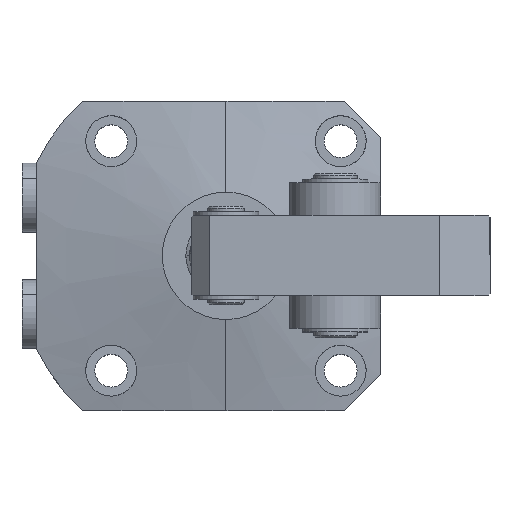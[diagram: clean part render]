
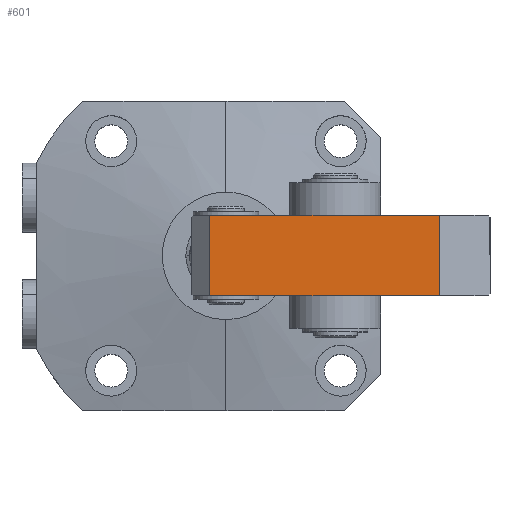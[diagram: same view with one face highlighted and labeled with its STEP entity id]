
A CAD part, top view. The second image highlights one B-rep face of the part: STEP entity #601.
In plain terms, the highlighted planar face has unit normal (0, 0, 1).
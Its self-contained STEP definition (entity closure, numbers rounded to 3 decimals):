
#275 = CARTESIAN_POINT ( 'NONE',  ( 5., 11., 32. ) ) ;
#601 = ADVANCED_FACE ( 'NONE', ( #3820 ), #3467, .T. ) ;
#1533 = VECTOR ( 'NONE', #4699, 1000. ) ;
#1686 = EDGE_CURVE ( 'NONE', #9232, #10620, #11549, .T. ) ;
#1894 = ORIENTED_EDGE ( 'NONE', *, *, #5632, .F. ) ;
#2024 = EDGE_CURVE ( 'NONE', #6520, #9232, #3231, .T. ) ;
#2921 = LINE ( 'NONE', #4431, #5209 ) ;
#3231 = LINE ( 'NONE', #8980, #5205 ) ;
#3317 = DIRECTION ( 'NONE',  ( 1., 0., 0. ) ) ;
#3331 = DIRECTION ( 'NONE',  ( 0., 0., 1. ) ) ;
#3333 = CARTESIAN_POINT ( 'NONE',  ( 41., 0., 32. ) ) ;
#3467 = PLANE ( 'NONE',  #9928 ) ;
#3751 = VECTOR ( 'NONE', #7514, 1000. ) ;
#3820 = FACE_OUTER_BOUND ( 'NONE', #11997, .T. ) ;
#4233 = ORIENTED_EDGE ( 'NONE', *, *, #7317, .T. ) ;
#4431 = CARTESIAN_POINT ( 'NONE',  ( 5., 0., 32. ) ) ;
#4699 = DIRECTION ( 'NONE',  ( 0., 1., 0. ) ) ;
#5205 = VECTOR ( 'NONE', #10664, 1000. ) ;
#5209 = VECTOR ( 'NONE', #7269, 1000. ) ;
#5267 = CARTESIAN_POINT ( 'NONE',  ( 68.144, 0., 32. ) ) ;
#5632 = EDGE_CURVE ( 'NONE', #6360, #10620, #9038, .T. ) ;
#6171 = ORIENTED_EDGE ( 'NONE', *, *, #1686, .T. ) ;
#6342 = CARTESIAN_POINT ( 'NONE',  ( 5., -11., 32. ) ) ;
#6360 = VERTEX_POINT ( 'NONE', #275 ) ;
#6520 = VERTEX_POINT ( 'NONE', #6342 ) ;
#6552 = CARTESIAN_POINT ( 'NONE',  ( 68.144, -11., 32. ) ) ;
#6605 = CARTESIAN_POINT ( 'NONE',  ( 0.5, 11., 32. ) ) ;
#7269 = DIRECTION ( 'NONE',  ( 0., -1., 0. ) ) ;
#7317 = EDGE_CURVE ( 'NONE', #6360, #6520, #2921, .T. ) ;
#7514 = DIRECTION ( 'NONE',  ( 1., 0., 0. ) ) ;
#8059 = ORIENTED_EDGE ( 'NONE', *, *, #2024, .T. ) ;
#8325 = CARTESIAN_POINT ( 'NONE',  ( 68.144, 11., 32. ) ) ;
#8980 = CARTESIAN_POINT ( 'NONE',  ( 41., -11., 32. ) ) ;
#9038 = LINE ( 'NONE', #6605, #3751 ) ;
#9232 = VERTEX_POINT ( 'NONE', #6552 ) ;
#9928 = AXIS2_PLACEMENT_3D ( 'NONE', #3333, #3331, #3317 ) ;
#10620 = VERTEX_POINT ( 'NONE', #8325 ) ;
#10664 = DIRECTION ( 'NONE',  ( 1., 0., 0. ) ) ;
#11549 = LINE ( 'NONE', #5267, #1533 ) ;
#11997 = EDGE_LOOP ( 'NONE', ( #6171, #1894, #4233, #8059 ) ) ;
